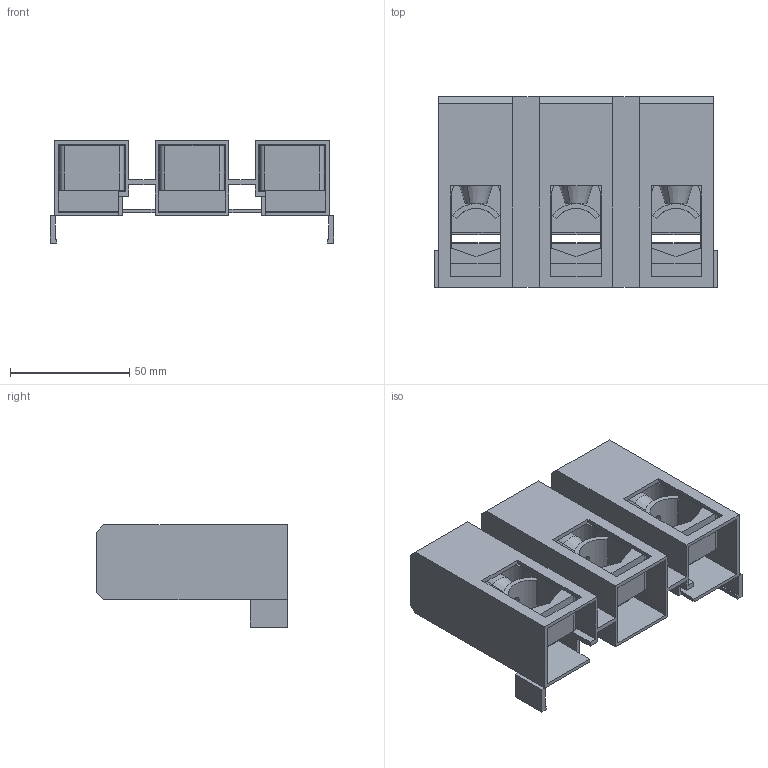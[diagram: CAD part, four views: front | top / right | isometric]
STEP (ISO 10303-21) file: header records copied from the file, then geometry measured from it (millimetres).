
FILE_DESCRIPTION((''),'2;1');
FILE_NAME('TB180_ASM','2021-07-22T',('marketing.praksa'),('Audax d.o.o.'),'CREO PARAMETRIC BY PTC INC, 2017480','CREO PARAMETRIC BY PTC INC, 2017480','');
FILE_SCHEMA(('AUTOMOTIVE_DESIGN { 1 0 10303 214 1 1 1 1 }'));
Length unit declared in the file: metre
Products named in the file (12): TB180_1_1; TB180_2; TB180_3; TB180_4; TB180_5; TB180_6; TB180_7; TB180_8; TB180_9; TB180_10; ETI_LOGO_75; TB180_ASM
Assembly tree (11 placements, depth 2):
  TB180_ASM
    TB180_1_1
    TB180_2
    TB180_3
    TB180_4
    TB180_5
    TB180_6
    TB180_7
    TB180_8
    TB180_9
    TB180_10
    ETI_LOGO_75
Bounding box: 118.92 x 80 x 42.9 mm (x, y, z)
Volume: 131676.5 mm3; surface area: 82501.8 mm2
Topology: 13 solids, 13 shells, 354 faces, 954 edges, 628 vertices
Faces by surface type: plane 231, cylinder 99, cone 24
Entity records: 18291 total; most frequent: CARTESIAN_POINT 2953, ORIENTED_EDGE 1896, DIRECTION 1867, PRESENTATION_STYLE_ASSIGNMENT 1315, STYLED_ITEM 1315, CURVE_STYLE 948, EDGE_CURVE 948, VECTOR 699
